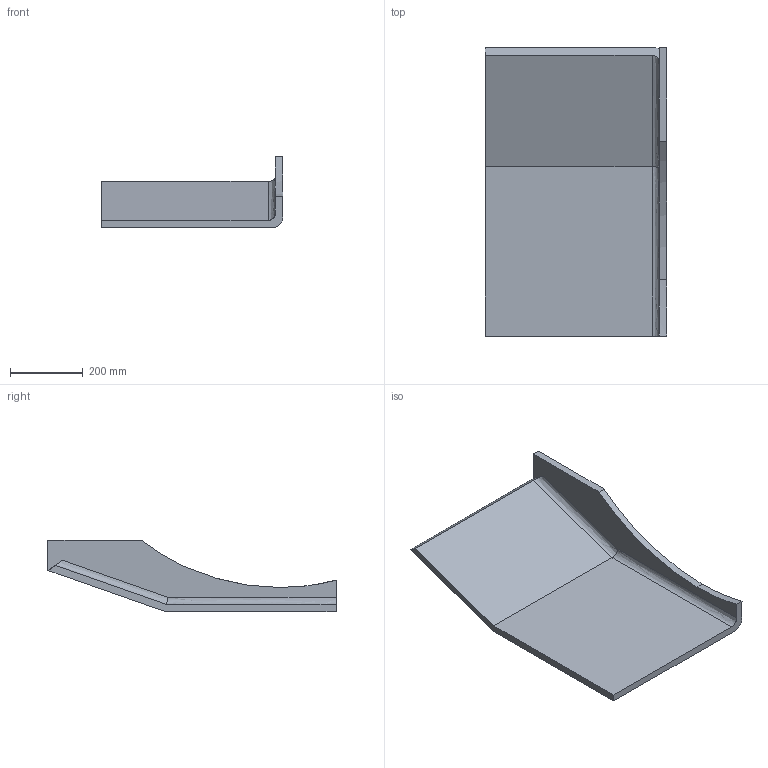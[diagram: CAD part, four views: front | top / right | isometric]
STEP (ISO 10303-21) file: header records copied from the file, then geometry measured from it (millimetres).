
FILE_DESCRIPTION (( 'STEP AP203' ), '1' );
FILE_NAME ('M5 - MirrorModel_004_05.1.IGS_Default_sldprt.STEP', '2023-01-17T11:22:45', ( '' ), ( '' ), 'SwSTEP 2.0', 'SolidWorks 2019', '' );
FILE_SCHEMA (( 'CONFIG_CONTROL_DESIGN' ));
Length unit declared in the file: millimetre
Products named in the file (1): M5 - MirrorModel_004_05.1.IGS_Default_sldprt
Bounding box: 500 x 793.75 x 196.74 mm (x, y, z)
Volume: 9310890 mm3; surface area: 979984.7 mm2
Topology: 1 solids, 1 shells, 17 faces, 43 edges, 28 vertices
Faces by surface type: bspline 17
Entity records: 905 total; most frequent: CARTESIAN_POINT 564, ORIENTED_EDGE 86, EDGE_CURVE 43, B_SPLINE_CURVE_WITH_KNOTS 38, VERTEX_POINT 28, EDGE_LOOP 17, FACE_OUTER_BOUND 17, ADVANCED_FACE 17
